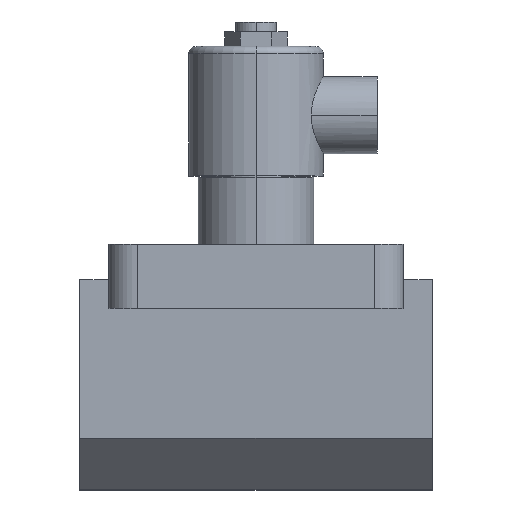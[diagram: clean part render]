
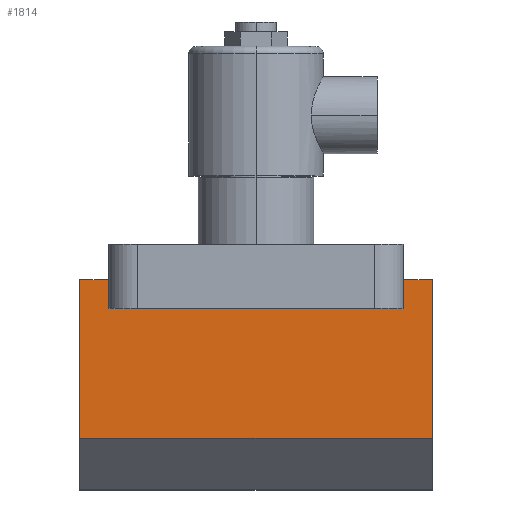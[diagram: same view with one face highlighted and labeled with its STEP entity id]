
A CAD part, top view. The second image highlights one B-rep face of the part: STEP entity #1814.
In plain terms, the highlighted planar face has unit normal (0, 0, 1).
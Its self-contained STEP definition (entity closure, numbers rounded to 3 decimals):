
#27 = CARTESIAN_POINT ( 'NONE',  ( -55., -74.3, 27.5 ) ) ;
#57 = EDGE_CURVE ( 'NONE', #1807, #1355, #1765, .T. ) ;
#206 = EDGE_LOOP ( 'NONE', ( #477, #615, #1637, #1250, #627, #1039, #1407, #1238 ) ) ;
#251 = VECTOR ( 'NONE', #1514, 1000. ) ;
#258 = VECTOR ( 'NONE', #681, 1000. ) ;
#273 = DIRECTION ( 'NONE',  ( 1., 0., 0. ) ) ;
#310 = VECTOR ( 'NONE', #1748, 1000. ) ;
#358 = EDGE_CURVE ( 'NONE', #375, #922, #883, .T. ) ;
#375 = VERTEX_POINT ( 'NONE', #1557 ) ;
#399 = LINE ( 'NONE', #823, #1279 ) ;
#421 = VERTEX_POINT ( 'NONE', #1063 ) ;
#423 = CARTESIAN_POINT ( 'NONE',  ( 46., -33.8, 27.5 ) ) ;
#432 = FACE_OUTER_BOUND ( 'NONE', #206, .T. ) ;
#436 = CARTESIAN_POINT ( 'NONE',  ( -46., -33.8, 27.5 ) ) ;
#477 = ORIENTED_EDGE ( 'NONE', *, *, #358, .F. ) ;
#481 = VECTOR ( 'NONE', #612, 1000. ) ;
#513 = CARTESIAN_POINT ( 'NONE',  ( 46., -33.8, 27.5 ) ) ;
#527 = CARTESIAN_POINT ( 'NONE',  ( -46., -33.8, 27.5 ) ) ;
#567 = VERTEX_POINT ( 'NONE', #27 ) ;
#575 = CARTESIAN_POINT ( 'NONE',  ( 55., -24.8, 27.5 ) ) ;
#612 = DIRECTION ( 'NONE',  ( -1., 0., 0. ) ) ;
#615 = ORIENTED_EDGE ( 'NONE', *, *, #635, .T. ) ;
#627 = ORIENTED_EDGE ( 'NONE', *, *, #1590, .F. ) ;
#633 = EDGE_CURVE ( 'NONE', #1611, #1355, #1572, .T. ) ;
#635 = EDGE_CURVE ( 'NONE', #375, #759, #901, .T. ) ;
#658 = CARTESIAN_POINT ( 'NONE',  ( 55., -24.8, 27.5 ) ) ;
#681 = DIRECTION ( 'NONE',  ( 0., -1., 0. ) ) ;
#683 = VECTOR ( 'NONE', #273, 1000. ) ;
#697 = LINE ( 'NONE', #513, #683 ) ;
#715 = PLANE ( 'NONE',  #1171 ) ;
#759 = VERTEX_POINT ( 'NONE', #1212 ) ;
#787 = CARTESIAN_POINT ( 'NONE',  ( 46., -33.8, 27.5 ) ) ;
#823 = CARTESIAN_POINT ( 'NONE',  ( 55., -74.3, 27.5 ) ) ;
#871 = VECTOR ( 'NONE', #1582, 1000. ) ;
#881 = EDGE_CURVE ( 'NONE', #759, #567, #1408, .T. ) ;
#883 = LINE ( 'NONE', #436, #1256 ) ;
#901 = LINE ( 'NONE', #1739, #481 ) ;
#922 = VERTEX_POINT ( 'NONE', #527 ) ;
#1000 = DIRECTION ( 'NONE',  ( 0., -1., 0. ) ) ;
#1010 = CARTESIAN_POINT ( 'NONE',  ( 55., -24.8, 27.5 ) ) ;
#1039 = ORIENTED_EDGE ( 'NONE', *, *, #633, .T. ) ;
#1063 = CARTESIAN_POINT ( 'NONE',  ( 55., -74.3, 27.5 ) ) ;
#1081 = CARTESIAN_POINT ( 'NONE',  ( 55., -24.8, 27.5 ) ) ;
#1171 = AXIS2_PLACEMENT_3D ( 'NONE', #575, #1429, #1289 ) ;
#1212 = CARTESIAN_POINT ( 'NONE',  ( -55., -24.8, 27.5 ) ) ;
#1238 = ORIENTED_EDGE ( 'NONE', *, *, #1708, .F. ) ;
#1250 = ORIENTED_EDGE ( 'NONE', *, *, #1281, .F. ) ;
#1256 = VECTOR ( 'NONE', #1000, 1000. ) ;
#1260 = LINE ( 'NONE', #658, #251 ) ;
#1279 = VECTOR ( 'NONE', #1396, 1000. ) ;
#1281 = EDGE_CURVE ( 'NONE', #421, #567, #399, .T. ) ;
#1289 = DIRECTION ( 'NONE',  ( 0., 1., 0. ) ) ;
#1355 = VERTEX_POINT ( 'NONE', #1720 ) ;
#1390 = CARTESIAN_POINT ( 'NONE',  ( -55., -24.8, 27.5 ) ) ;
#1396 = DIRECTION ( 'NONE',  ( -1., 0., 0. ) ) ;
#1407 = ORIENTED_EDGE ( 'NONE', *, *, #57, .F. ) ;
#1408 = LINE ( 'NONE', #1390, #258 ) ;
#1429 = DIRECTION ( 'NONE',  ( 0., 0., -1. ) ) ;
#1514 = DIRECTION ( 'NONE',  ( 0., -1., 0. ) ) ;
#1557 = CARTESIAN_POINT ( 'NONE',  ( -46., -24.8, 27.5 ) ) ;
#1572 = LINE ( 'NONE', #1010, #871 ) ;
#1582 = DIRECTION ( 'NONE',  ( -1., 0., 0. ) ) ;
#1590 = EDGE_CURVE ( 'NONE', #1611, #421, #1260, .T. ) ;
#1611 = VERTEX_POINT ( 'NONE', #1081 ) ;
#1637 = ORIENTED_EDGE ( 'NONE', *, *, #881, .T. ) ;
#1708 = EDGE_CURVE ( 'NONE', #922, #1807, #697, .T. ) ;
#1720 = CARTESIAN_POINT ( 'NONE',  ( 46., -24.8, 27.5 ) ) ;
#1739 = CARTESIAN_POINT ( 'NONE',  ( 55., -24.8, 27.5 ) ) ;
#1748 = DIRECTION ( 'NONE',  ( 0., 1., 0. ) ) ;
#1765 = LINE ( 'NONE', #787, #310 ) ;
#1807 = VERTEX_POINT ( 'NONE', #423 ) ;
#1814 = ADVANCED_FACE ( 'NONE', ( #432 ), #715, .F. ) ;
